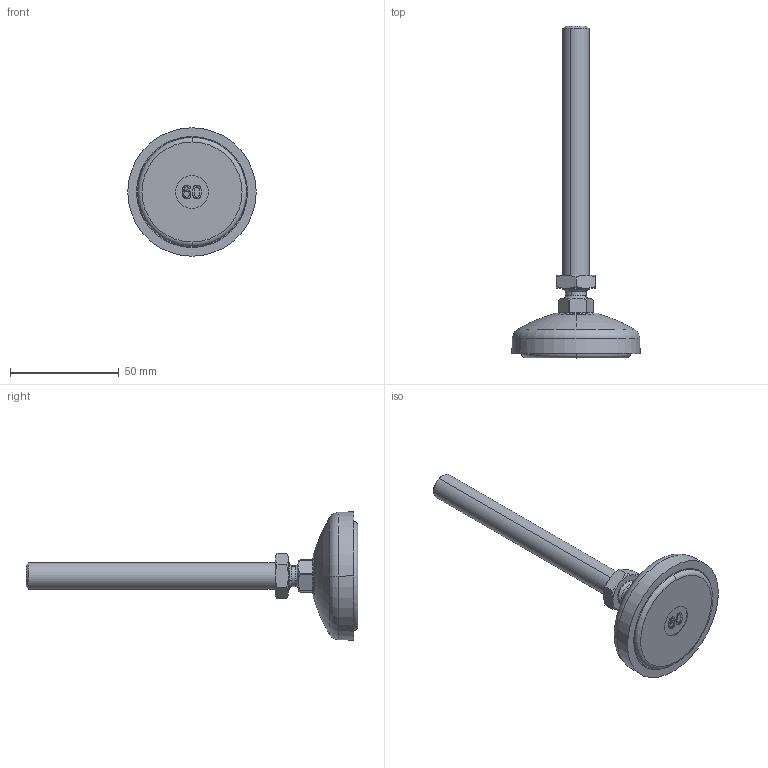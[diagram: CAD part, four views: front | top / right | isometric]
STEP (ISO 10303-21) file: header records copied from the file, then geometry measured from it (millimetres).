
FILE_DESCRIPTION (( 'STEP AP203' ), '1' );
FILE_NAME ('A60.10.60.05 Die cast swivel feet 60 - M12 x 125.STEP', '2018-09-28T13:24:35', ( '' ), ( '' ), 'SwSTEP 2.0', 'SolidWorks 2015', '' );
FILE_SCHEMA (( 'CONFIG_CONTROL_DESIGN' ));
Length unit declared in the file: inch
Products named in the file (2): A60.10.60.05 Die cast swivel feet 60 - M12 x 125
Bounding box: 59 x 152.5 x 59 mm (x, y, z)
Volume: 56247.6 mm3; surface area: 22941.9 mm2
Topology: 5 solids, 5 shells, 309 faces, 748 edges, 457 vertices
Faces by surface type: cylinder 89, bspline 80, cone 55, plane 54, torus 31
Entity records: 12913 total; most frequent: CARTESIAN_POINT 6021, ORIENTED_EDGE 1488, DIRECTION 1322, EDGE_CURVE 744, AXIS2_PLACEMENT_3D 567, VERTEX_POINT 457, CIRCLE 336, EDGE_LOOP 327
